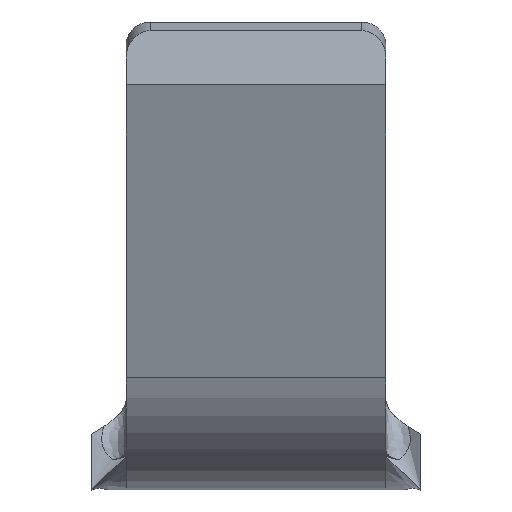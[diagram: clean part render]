
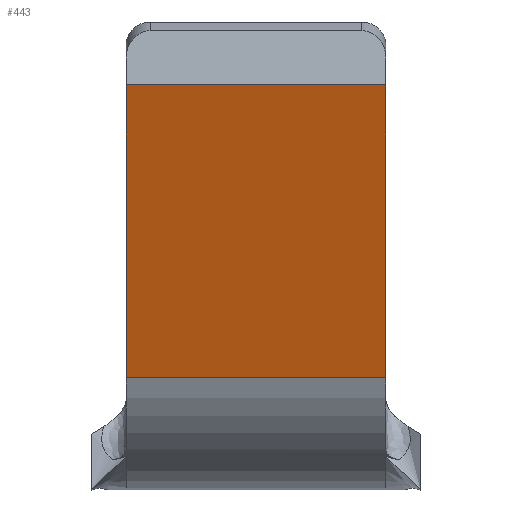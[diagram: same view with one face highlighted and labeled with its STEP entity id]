
A CAD part, top view. The second image highlights one B-rep face of the part: STEP entity #443.
In plain terms, the highlighted planar face has unit normal (0, -0.313, 0.95).
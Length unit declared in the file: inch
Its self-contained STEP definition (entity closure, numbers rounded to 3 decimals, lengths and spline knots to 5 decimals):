
#130 = CARTESIAN_POINT ( 'NONE',  ( -0.075, 0.01629, 0.04464 ) ) ;
#195 = DIRECTION ( 'NONE',  ( 1., 0., 0. ) ) ;
#225 = EDGE_CURVE ( 'NONE', #338, #505, #1066, .T. ) ;
#227 = DIRECTION ( 'NONE',  ( 0., -0.313, 0.95 ) ) ;
#314 = VECTOR ( 'NONE', #1371, 39.37008 ) ;
#338 = VERTEX_POINT ( 'NONE', #1349 ) ;
#381 = ORIENTED_EDGE ( 'NONE', *, *, #531, .T. ) ;
#441 = FACE_OUTER_BOUND ( 'NONE', #860, .T. ) ;
#443 = ADVANCED_FACE ( 'NONE', ( #441 ), #646, .T. ) ;
#485 = CARTESIAN_POINT ( 'NONE',  ( -0.075, 0.01629, 0.04464 ) ) ;
#505 = VERTEX_POINT ( 'NONE', #920 ) ;
#531 = EDGE_CURVE ( 'NONE', #1529, #1074, #1483, .T. ) ;
#551 = ORIENTED_EDGE ( 'NONE', *, *, #1614, .F. ) ;
#576 = ORIENTED_EDGE ( 'NONE', *, *, #1410, .T. ) ;
#646 = PLANE ( 'NONE',  #1755 ) ;
#860 = EDGE_LOOP ( 'NONE', ( #1452, #551, #381, #576 ) ) ;
#920 = CARTESIAN_POINT ( 'NONE',  ( 0., 0.01629, 0.04464 ) ) ;
#979 = DIRECTION ( 'NONE',  ( 0., -0.95, -0.313 ) ) ;
#1042 = CARTESIAN_POINT ( 'NONE',  ( -0.075, 0.01629, 0.04464 ) ) ;
#1066 = LINE ( 'NONE', #1128, #1381 ) ;
#1074 = VERTEX_POINT ( 'NONE', #130 ) ;
#1128 = CARTESIAN_POINT ( 'NONE',  ( 0., 0.01629, 0.04464 ) ) ;
#1145 = LINE ( 'NONE', #485, #1157 ) ;
#1157 = VECTOR ( 'NONE', #1741, 39.37008 ) ;
#1191 = LINE ( 'NONE', #1327, #1304 ) ;
#1203 = DIRECTION ( 'NONE',  ( 0., -0.95, -0.313 ) ) ;
#1304 = VECTOR ( 'NONE', #195, 39.37008 ) ;
#1327 = CARTESIAN_POINT ( 'NONE',  ( -0.075, 0.10083, 0.0725 ) ) ;
#1349 = CARTESIAN_POINT ( 'NONE',  ( 0., 0.10083, 0.0725 ) ) ;
#1371 = DIRECTION ( 'NONE',  ( 0., -0.95, -0.313 ) ) ;
#1381 = VECTOR ( 'NONE', #979, 39.37008 ) ;
#1410 = EDGE_CURVE ( 'NONE', #1074, #505, #1145, .T. ) ;
#1452 = ORIENTED_EDGE ( 'NONE', *, *, #225, .F. ) ;
#1467 = CARTESIAN_POINT ( 'NONE',  ( -0.075, 0.10083, 0.0725 ) ) ;
#1483 = LINE ( 'NONE', #1757, #314 ) ;
#1529 = VERTEX_POINT ( 'NONE', #1467 ) ;
#1614 = EDGE_CURVE ( 'NONE', #1529, #338, #1191, .T. ) ;
#1741 = DIRECTION ( 'NONE',  ( 1., 0., 0. ) ) ;
#1755 = AXIS2_PLACEMENT_3D ( 'NONE', #1042, #227, #1203 ) ;
#1757 = CARTESIAN_POINT ( 'NONE',  ( -0.075, 0.01629, 0.04464 ) ) ;
